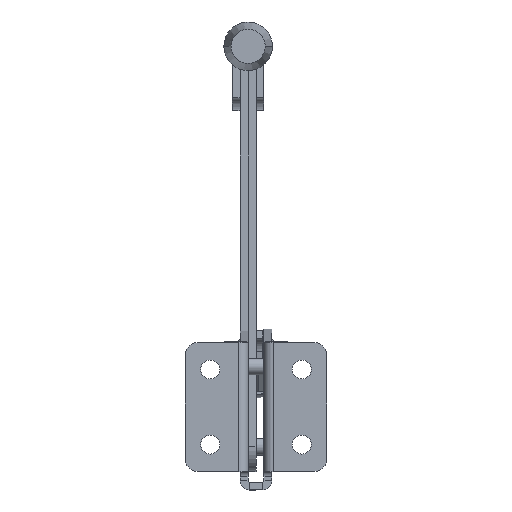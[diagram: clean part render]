
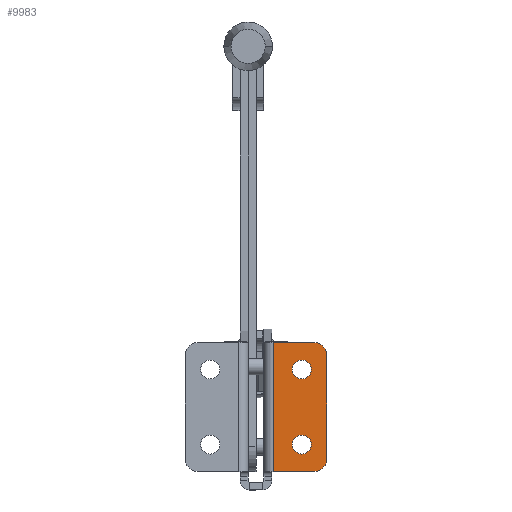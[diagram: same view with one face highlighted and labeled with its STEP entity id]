
A CAD part, front view. The second image highlights one B-rep face of the part: STEP entity #9983.
In plain terms, the highlighted planar face has unit normal (0, -1, 0).
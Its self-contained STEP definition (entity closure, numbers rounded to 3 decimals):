
#137 = DIRECTION ( 'NONE',  ( 0., 0., 1. ) ) ;
#141 = CARTESIAN_POINT ( 'NONE',  ( 6.5, -3., 48.2 ) ) ;
#147 = CARTESIAN_POINT ( 'NONE',  ( 22., -3., 4. ) ) ;
#148 = DIRECTION ( 'NONE',  ( 1., 0., 0. ) ) ;
#149 = CARTESIAN_POINT ( 'NONE',  ( 17.45, -3., 14.3 ) ) ;
#150 = DIRECTION ( 'NONE',  ( 0., -1., 0. ) ) ;
#151 = DIRECTION ( 'NONE',  ( 1., 0., 0. ) ) ;
#153 = CARTESIAN_POINT ( 'NONE',  ( 17.45, -3., 42.9 ) ) ;
#154 = DIRECTION ( 'NONE',  ( 0., -1., 0. ) ) ;
#155 = DIRECTION ( 'NONE',  ( 1., 0., 0. ) ) ;
#157 = CARTESIAN_POINT ( 'NONE',  ( 22., -3., 9. ) ) ;
#158 = DIRECTION ( 'NONE',  ( 0., -1., 0. ) ) ;
#159 = DIRECTION ( 'NONE',  ( -1., 0., 0. ) ) ;
#244 = CARTESIAN_POINT ( 'NONE',  ( 27., -3., 48.2 ) ) ;
#245 = DIRECTION ( 'NONE',  ( 0., 0., 1. ) ) ;
#249 = CARTESIAN_POINT ( 'NONE',  ( 6., -3., 53.2 ) ) ;
#250 = DIRECTION ( 'NONE',  ( -1., 0., 0. ) ) ;
#254 = CARTESIAN_POINT ( 'NONE',  ( 22., -3., 48.2 ) ) ;
#255 = DIRECTION ( 'NONE',  ( 0., -1., 0. ) ) ;
#256 = DIRECTION ( 'NONE',  ( -1., 0., 0. ) ) ;
#998 = LINE ( 'NONE', #141, #1000 ) ;
#999 = CIRCLE ( 'NONE', #28706, 5. ) ;
#1000 = VECTOR ( 'NONE', #137, 1000. ) ;
#1001 = CIRCLE ( 'NONE', #28704, 3.6 ) ;
#1003 = CIRCLE ( 'NONE', #28705, 3.6 ) ;
#1004 = LINE ( 'NONE', #147, #1006 ) ;
#1006 = VECTOR ( 'NONE', #148, 1000. ) ;
#1067 = LINE ( 'NONE', #244, #1069 ) ;
#1068 = CIRCLE ( 'NONE', #28723, 5. ) ;
#1069 = VECTOR ( 'NONE', #245, 1000. ) ;
#1070 = LINE ( 'NONE', #249, #1072 ) ;
#1072 = VECTOR ( 'NONE', #250, 1000. ) ;
#5246 = VERTEX_POINT ( 'NONE', #19301 ) ;
#5249 = VERTEX_POINT ( 'NONE', #19304 ) ;
#5251 = VERTEX_POINT ( 'NONE', #19306 ) ;
#5253 = VERTEX_POINT ( 'NONE', #19308 ) ;
#5367 = VERTEX_POINT ( 'NONE', #19422 ) ;
#5388 = VERTEX_POINT ( 'NONE', #19443 ) ;
#5404 = VERTEX_POINT ( 'NONE', #19459 ) ;
#5408 = VERTEX_POINT ( 'NONE', #19463 ) ;
#5409 = VERTEX_POINT ( 'NONE', #19464 ) ;
#5472 = VERTEX_POINT ( 'NONE', #19575 ) ;
#9571 = ORIENTED_EDGE ( 'NONE', *, *, #10205, .F. ) ;
#9572 = ORIENTED_EDGE ( 'NONE', *, *, #10379, .F. ) ;
#9573 = ORIENTED_EDGE ( 'NONE', *, *, #10209, .F. ) ;
#9574 = ORIENTED_EDGE ( 'NONE', *, *, #10380, .F. ) ;
#9575 = ORIENTED_EDGE ( 'NONE', *, *, #10377, .F. ) ;
#9576 = ORIENTED_EDGE ( 'NONE', *, *, #10381, .T. ) ;
#9577 = ORIENTED_EDGE ( 'NONE', *, *, #10382, .T. ) ;
#9578 = ORIENTED_EDGE ( 'NONE', *, *, #10421, .T. ) ;
#9579 = ORIENTED_EDGE ( 'NONE', *, *, #10422, .T. ) ;
#9580 = ORIENTED_EDGE ( 'NONE', *, *, #10423, .T. ) ;
#9983 = ADVANCED_FACE ( 'NONE', ( #24086, #24092, #24088 ), #27810, .F. ) ;
#10205 = EDGE_CURVE ( 'NONE', #5408, #5409, #24442, .T. ) ;
#10209 = EDGE_CURVE ( 'NONE', #5404, #5388, #24450, .T. ) ;
#10377 = EDGE_CURVE ( 'NONE', #5249, #5472, #998, .T. ) ;
#10379 = EDGE_CURVE ( 'NONE', #5409, #5408, #1001, .T. ) ;
#10380 = EDGE_CURVE ( 'NONE', #5388, #5404, #1003, .T. ) ;
#10381 = EDGE_CURVE ( 'NONE', #5249, #5253, #1004, .T. ) ;
#10382 = EDGE_CURVE ( 'NONE', #5253, #5251, #999, .T. ) ;
#10421 = EDGE_CURVE ( 'NONE', #5251, #5246, #1067, .T. ) ;
#10422 = EDGE_CURVE ( 'NONE', #5246, #5367, #1068, .T. ) ;
#10423 = EDGE_CURVE ( 'NONE', #5367, #5472, #1070, .T. ) ;
#10789 = EDGE_LOOP ( 'NONE', ( #9575, #9576, #9577, #9578, #9579, #9580 ) ) ;
#10792 = EDGE_LOOP ( 'NONE', ( #9573, #9574 ) ) ;
#10806 = EDGE_LOOP ( 'NONE', ( #9571, #9572 ) ) ;
#19301 = CARTESIAN_POINT ( 'NONE',  ( 27., -3., 48.2 ) ) ;
#19304 = CARTESIAN_POINT ( 'NONE',  ( 6.5, -3., 4. ) ) ;
#19306 = CARTESIAN_POINT ( 'NONE',  ( 27., -3., 9. ) ) ;
#19308 = CARTESIAN_POINT ( 'NONE',  ( 22., -3., 4. ) ) ;
#19422 = CARTESIAN_POINT ( 'NONE',  ( 22., -3., 53.2 ) ) ;
#19443 = CARTESIAN_POINT ( 'NONE',  ( 21.05, -3., 42.9 ) ) ;
#19459 = CARTESIAN_POINT ( 'NONE',  ( 13.85, -3., 42.9 ) ) ;
#19463 = CARTESIAN_POINT ( 'NONE',  ( 13.85, -3., 14.3 ) ) ;
#19464 = CARTESIAN_POINT ( 'NONE',  ( 21.05, -3., 14.3 ) ) ;
#19575 = CARTESIAN_POINT ( 'NONE',  ( 6.5, -3., 53.2 ) ) ;
#24086 = FACE_BOUND ( 'NONE', #10806, .T. ) ;
#24088 = FACE_OUTER_BOUND ( 'NONE', #10789, .T. ) ;
#24092 = FACE_BOUND ( 'NONE', #10792, .T. ) ;
#24442 = CIRCLE ( 'NONE', #28652, 3.6 ) ;
#24450 = CIRCLE ( 'NONE', #28654, 3.6 ) ;
#27807 = DIRECTION ( 'NONE',  ( 0., 1., 0. ) ) ;
#27809 = CARTESIAN_POINT ( 'NONE',  ( 22., -3., 48.2 ) ) ;
#27810 = PLANE ( 'NONE',  #28379 ) ;
#27812 = DIRECTION ( 'NONE',  ( -1., 0., 0. ) ) ;
#28379 = AXIS2_PLACEMENT_3D ( 'NONE', #27809, #27807, #27812 ) ;
#28652 = AXIS2_PLACEMENT_3D ( 'NONE', #30082, #30083, #30084 ) ;
#28654 = AXIS2_PLACEMENT_3D ( 'NONE', #30092, #30093, #30094 ) ;
#28704 = AXIS2_PLACEMENT_3D ( 'NONE', #149, #150, #151 ) ;
#28705 = AXIS2_PLACEMENT_3D ( 'NONE', #153, #154, #155 ) ;
#28706 = AXIS2_PLACEMENT_3D ( 'NONE', #157, #158, #159 ) ;
#28723 = AXIS2_PLACEMENT_3D ( 'NONE', #254, #255, #256 ) ;
#30082 = CARTESIAN_POINT ( 'NONE',  ( 17.45, -3., 14.3 ) ) ;
#30083 = DIRECTION ( 'NONE',  ( 0., -1., 0. ) ) ;
#30084 = DIRECTION ( 'NONE',  ( 1., 0., 0. ) ) ;
#30092 = CARTESIAN_POINT ( 'NONE',  ( 17.45, -3., 42.9 ) ) ;
#30093 = DIRECTION ( 'NONE',  ( 0., -1., 0. ) ) ;
#30094 = DIRECTION ( 'NONE',  ( 1., 0., 0. ) ) ;
